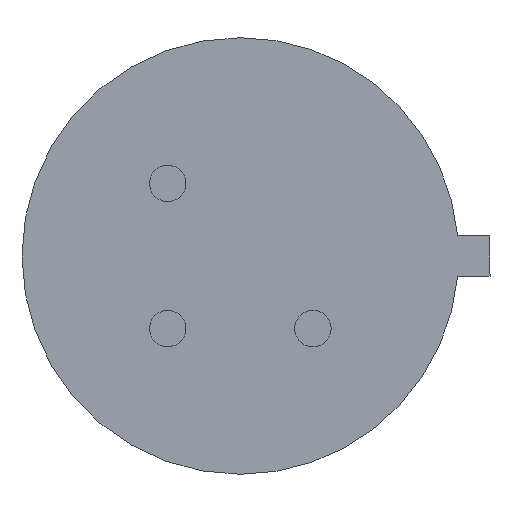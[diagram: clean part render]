
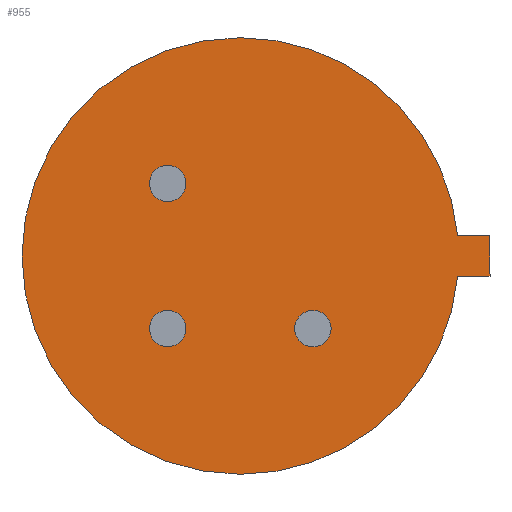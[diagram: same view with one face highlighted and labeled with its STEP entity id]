
A CAD part, front view. The second image highlights one B-rep face of the part: STEP entity #955.
In plain terms, the highlighted planar face has unit normal (0, -1, 0).
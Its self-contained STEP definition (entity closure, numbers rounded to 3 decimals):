
#4 = EDGE_CURVE ( 'NONE', #1237, #367, #531, .T. ) ;
#19 = LINE ( 'NONE', #405, #939 ) ;
#79 = CIRCLE ( 'NONE', #252, 0.225 ) ;
#81 = CARTESIAN_POINT ( 'NONE',  ( 2.7, 0., 0. ) ) ;
#84 = CARTESIAN_POINT ( 'NONE',  ( -0.898, 0., 1.123 ) ) ;
#95 = ORIENTED_EDGE ( 'NONE', *, *, #4, .F. ) ;
#104 = EDGE_CURVE ( 'NONE', #764, #451, #924, .T. ) ;
#120 = CARTESIAN_POINT ( 'NONE',  ( 3.088, 0., 0.25 ) ) ;
#125 = LINE ( 'NONE', #750, #457 ) ;
#127 = EDGE_CURVE ( 'NONE', #481, #1006, #167, .T. ) ;
#135 = EDGE_LOOP ( 'NONE', ( #95, #1041 ) ) ;
#142 = AXIS2_PLACEMENT_3D ( 'NONE', #917, #1268, #469 ) ;
#160 = EDGE_LOOP ( 'NONE', ( #605, #392 ) ) ;
#161 = AXIS2_PLACEMENT_3D ( 'NONE', #1559, #940, #1444 ) ;
#163 = CARTESIAN_POINT ( 'NONE',  ( -0.898, 0., -1.123 ) ) ;
#167 = LINE ( 'NONE', #490, #462 ) ;
#176 = CARTESIAN_POINT ( 'NONE',  ( 0., 0., -2.7 ) ) ;
#191 = EDGE_CURVE ( 'NONE', #737, #846, #535, .T. ) ;
#223 = DIRECTION ( 'NONE',  ( 0., -1., 0. ) ) ;
#249 = ORIENTED_EDGE ( 'NONE', *, *, #104, .F. ) ;
#252 = AXIS2_PLACEMENT_3D ( 'NONE', #1159, #1169, #1009 ) ;
#257 = VERTEX_POINT ( 'NONE', #1480 ) ;
#259 = DIRECTION ( 'NONE',  ( 0., -1., 0. ) ) ;
#260 = CARTESIAN_POINT ( 'NONE',  ( 3.088, 0., -0.25 ) ) ;
#268 = DIRECTION ( 'NONE',  ( 0., -1., 0. ) ) ;
#288 = CARTESIAN_POINT ( 'NONE',  ( -0.898, 0., 0.898 ) ) ;
#299 = ORIENTED_EDGE ( 'NONE', *, *, #1211, .T. ) ;
#309 = FACE_BOUND ( 'NONE', #135, .T. ) ;
#336 = DIRECTION ( 'NONE',  ( 0., -1., 0. ) ) ;
#348 = DIRECTION ( 'NONE',  ( -1., 0., 0. ) ) ;
#367 = VERTEX_POINT ( 'NONE', #1430 ) ;
#385 = EDGE_CURVE ( 'NONE', #481, #846, #125, .T. ) ;
#392 = ORIENTED_EDGE ( 'NONE', *, *, #851, .F. ) ;
#405 = CARTESIAN_POINT ( 'NONE',  ( 0., 0., 0.25 ) ) ;
#421 = CIRCLE ( 'NONE', #161, 0.225 ) ;
#448 = DIRECTION ( 'NONE',  ( 0., 0., -1. ) ) ;
#451 = VERTEX_POINT ( 'NONE', #1020 ) ;
#457 = VECTOR ( 'NONE', #348, 1000. ) ;
#462 = VECTOR ( 'NONE', #515, 1000. ) ;
#469 = DIRECTION ( 'NONE',  ( 0., 0., 1. ) ) ;
#477 = AXIS2_PLACEMENT_3D ( 'NONE', #1080, #1272, #655 ) ;
#481 = VERTEX_POINT ( 'NONE', #260 ) ;
#486 = ORIENTED_EDGE ( 'NONE', *, *, #385, .F. ) ;
#490 = CARTESIAN_POINT ( 'NONE',  ( 3.088, 0., 0. ) ) ;
#515 = DIRECTION ( 'NONE',  ( 0., 0., 1. ) ) ;
#520 = VERTEX_POINT ( 'NONE', #623 ) ;
#521 = ORIENTED_EDGE ( 'NONE', *, *, #127, .T. ) ;
#531 = CIRCLE ( 'NONE', #1501, 0.225 ) ;
#532 = CARTESIAN_POINT ( 'NONE',  ( 2.688, 0., -0.25 ) ) ;
#535 = CIRCLE ( 'NONE', #477, 2.7 ) ;
#564 = CARTESIAN_POINT ( 'NONE',  ( 0., 0., 0. ) ) ;
#568 = DIRECTION ( 'NONE',  ( 0., 1., 0. ) ) ;
#587 = EDGE_CURVE ( 'NONE', #1119, #520, #1500, .T. ) ;
#605 = ORIENTED_EDGE ( 'NONE', *, *, #587, .F. ) ;
#621 = DIRECTION ( 'NONE',  ( 0., 0., 1. ) ) ;
#623 = CARTESIAN_POINT ( 'NONE',  ( 0.898, 0., -1.123 ) ) ;
#655 = DIRECTION ( 'NONE',  ( 0., 0., -1. ) ) ;
#668 = DIRECTION ( 'NONE',  ( 0., -1., 0. ) ) ;
#712 = AXIS2_PLACEMENT_3D ( 'NONE', #960, #223, #769 ) ;
#737 = VERTEX_POINT ( 'NONE', #176 ) ;
#750 = CARTESIAN_POINT ( 'NONE',  ( 0., 0., -0.25 ) ) ;
#764 = VERTEX_POINT ( 'NONE', #163 ) ;
#769 = DIRECTION ( 'NONE',  ( 0., 0., 1. ) ) ;
#788 = VERTEX_POINT ( 'NONE', #1137 ) ;
#809 = AXIS2_PLACEMENT_3D ( 'NONE', #564, #259, #1319 ) ;
#846 = VERTEX_POINT ( 'NONE', #532 ) ;
#851 = EDGE_CURVE ( 'NONE', #520, #1119, #1170, .T. ) ;
#877 = ORIENTED_EDGE ( 'NONE', *, *, #1135, .T. ) ;
#903 = CIRCLE ( 'NONE', #809, 2.7 ) ;
#917 = CARTESIAN_POINT ( 'NONE',  ( 0.898, 0., -0.898 ) ) ;
#924 = CIRCLE ( 'NONE', #712, 0.225 ) ;
#926 = PLANE ( 'NONE',  #1544 ) ;
#939 = VECTOR ( 'NONE', #1557, 1000. ) ;
#940 = DIRECTION ( 'NONE',  ( 0., -1., 0. ) ) ;
#942 = FACE_OUTER_BOUND ( 'NONE', #1320, .T. ) ;
#955 = ADVANCED_FACE ( 'NONE', ( #1316, #942, #309, #1553 ), #926, .F. ) ;
#958 = DIRECTION ( 'NONE',  ( 0., 0., 1. ) ) ;
#960 = CARTESIAN_POINT ( 'NONE',  ( -0.898, 0., -0.898 ) ) ;
#995 = CIRCLE ( 'NONE', #1086, 2.7 ) ;
#1006 = VERTEX_POINT ( 'NONE', #120 ) ;
#1009 = DIRECTION ( 'NONE',  ( 0., 0., 1. ) ) ;
#1020 = CARTESIAN_POINT ( 'NONE',  ( -0.898, 0., -0.673 ) ) ;
#1024 = ORIENTED_EDGE ( 'NONE', *, *, #191, .T. ) ;
#1041 = ORIENTED_EDGE ( 'NONE', *, *, #1289, .F. ) ;
#1080 = CARTESIAN_POINT ( 'NONE',  ( 0., 0., 0. ) ) ;
#1082 = ORIENTED_EDGE ( 'NONE', *, *, #1330, .T. ) ;
#1086 = AXIS2_PLACEMENT_3D ( 'NONE', #1306, #336, #448 ) ;
#1096 = AXIS2_PLACEMENT_3D ( 'NONE', #1427, #668, #621 ) ;
#1119 = VERTEX_POINT ( 'NONE', #1194 ) ;
#1135 = EDGE_CURVE ( 'NONE', #1006, #788, #19, .T. ) ;
#1137 = CARTESIAN_POINT ( 'NONE',  ( 2.688, 0., 0.25 ) ) ;
#1156 = ORIENTED_EDGE ( 'NONE', *, *, #1222, .F. ) ;
#1159 = CARTESIAN_POINT ( 'NONE',  ( -0.898, 0., -0.898 ) ) ;
#1169 = DIRECTION ( 'NONE',  ( 0., -1., 0. ) ) ;
#1170 = CIRCLE ( 'NONE', #1096, 0.225 ) ;
#1194 = CARTESIAN_POINT ( 'NONE',  ( 0.898, 0., -0.673 ) ) ;
#1211 = EDGE_CURVE ( 'NONE', #257, #737, #995, .T. ) ;
#1218 = EDGE_LOOP ( 'NONE', ( #1156, #249 ) ) ;
#1222 = EDGE_CURVE ( 'NONE', #451, #764, #79, .T. ) ;
#1237 = VERTEX_POINT ( 'NONE', #84 ) ;
#1268 = DIRECTION ( 'NONE',  ( 0., -1., 0. ) ) ;
#1272 = DIRECTION ( 'NONE',  ( 0., -1., 0. ) ) ;
#1289 = EDGE_CURVE ( 'NONE', #367, #1237, #421, .T. ) ;
#1306 = CARTESIAN_POINT ( 'NONE',  ( 0., 0., 0. ) ) ;
#1316 = FACE_BOUND ( 'NONE', #160, .T. ) ;
#1319 = DIRECTION ( 'NONE',  ( 0., 0., -1. ) ) ;
#1320 = EDGE_LOOP ( 'NONE', ( #1082, #299, #1024, #486, #521, #877 ) ) ;
#1330 = EDGE_CURVE ( 'NONE', #788, #257, #903, .T. ) ;
#1418 = DIRECTION ( 'NONE',  ( 0., 0., 1. ) ) ;
#1427 = CARTESIAN_POINT ( 'NONE',  ( 0.898, 0., -0.898 ) ) ;
#1430 = CARTESIAN_POINT ( 'NONE',  ( -0.898, 0., 0.673 ) ) ;
#1444 = DIRECTION ( 'NONE',  ( 0., 0., 1. ) ) ;
#1480 = CARTESIAN_POINT ( 'NONE',  ( 0., 0., 2.7 ) ) ;
#1500 = CIRCLE ( 'NONE', #142, 0.225 ) ;
#1501 = AXIS2_PLACEMENT_3D ( 'NONE', #288, #268, #958 ) ;
#1544 = AXIS2_PLACEMENT_3D ( 'NONE', #81, #568, #1418 ) ;
#1553 = FACE_BOUND ( 'NONE', #1218, .T. ) ;
#1557 = DIRECTION ( 'NONE',  ( -1., 0., 0. ) ) ;
#1559 = CARTESIAN_POINT ( 'NONE',  ( -0.898, 0., 0.898 ) ) ;
